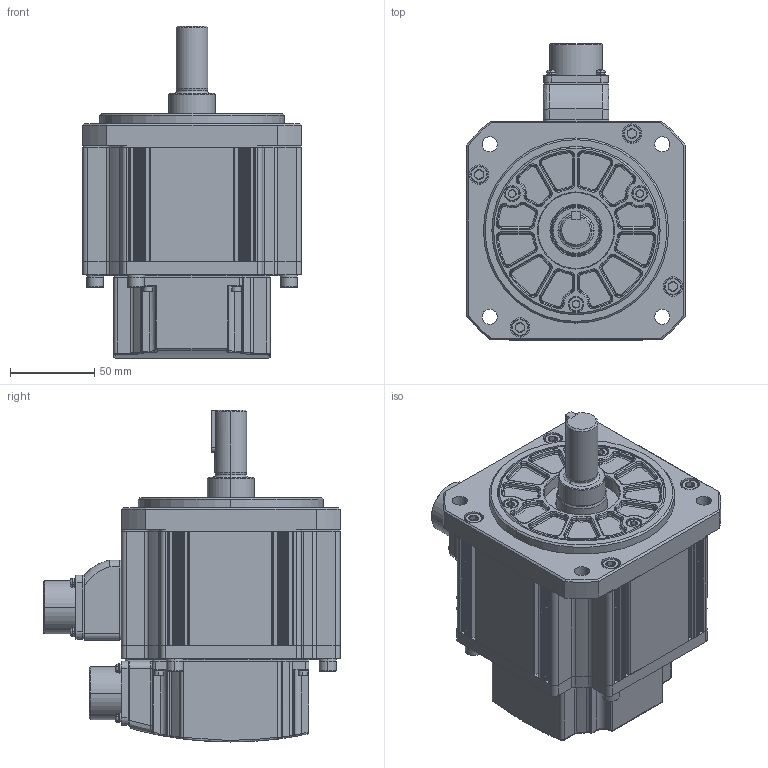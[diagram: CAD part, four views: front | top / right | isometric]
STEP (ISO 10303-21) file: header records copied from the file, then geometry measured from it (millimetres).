
FILE_DESCRIPTION (( 'STEP AP214' ), '1' );
FILE_NAME ('FMP13GA001G01_Out Line(APM-FEP09A_K) r1 nc fxt.STEP', '2022-02-17T12:43:53', ( '' ), ( '' ), 'SwSTEP 2.0', 'SolidWorks 2017', '' );
FILE_SCHEMA (( 'AUTOMOTIVE_DESIGN' ));
Length unit declared in the file: inch
Products named in the file (1): FMP13GA001G01_Out Line(APM-FEP09A_K) r1 nc fxt
Bounding box: 130 x 176.05 x 197.3 mm (x, y, z)
Volume: 1839938.3 mm3; surface area: 277608.3 mm2
Topology: 56 solids, 56 shells, 2124 faces, 5309 edges, 3352 vertices
Faces by surface type: cylinder 799, plane 706, bspline 302, cone 227, torus 90
Entity records: 76153 total; most frequent: CARTESIAN_POINT 25472, ORIENTED_EDGE 10502, DIRECTION 10374, EDGE_CURVE 5251, AXIS2_PLACEMENT_3D 3967, VERTEX_POINT 3352, VECTOR 2440, LINE 2440
